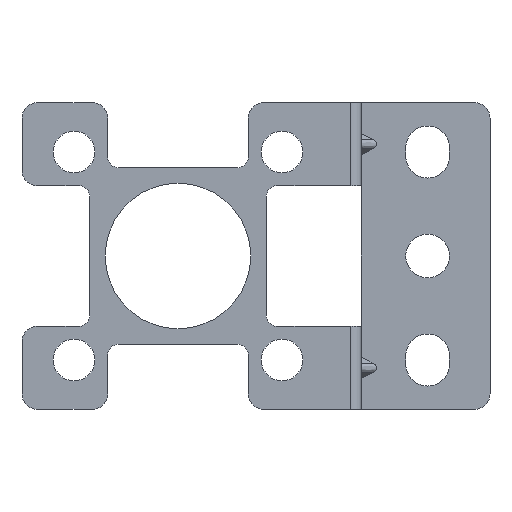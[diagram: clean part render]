
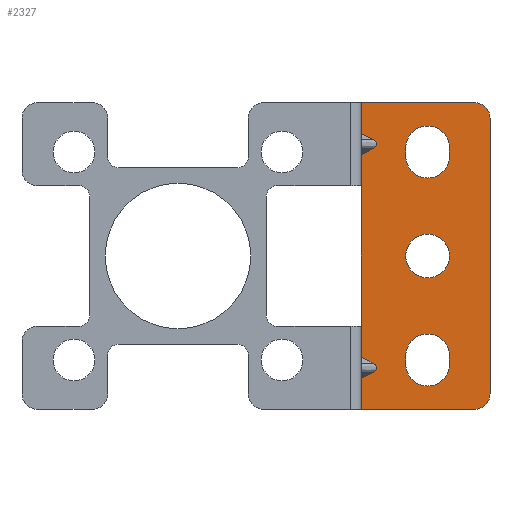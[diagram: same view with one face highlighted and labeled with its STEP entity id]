
A CAD part, left-side view. The second image highlights one B-rep face of the part: STEP entity #2327.
In plain terms, the highlighted planar face has unit normal (-1, 0, 0).
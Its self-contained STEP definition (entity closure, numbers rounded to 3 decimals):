
#34=DIRECTION('',(0.,-1.,0.));
#35=VECTOR('',#34,10.9);
#36=CARTESIAN_POINT('',(11.,0.,-14.75));
#37=LINE('',#36,#35);
#450=DIRECTION('',(0.,-1.,0.));
#451=VECTOR('',#450,10.9);
#452=CARTESIAN_POINT('',(11.,0.,14.75));
#453=LINE('',#452,#451);
#705=CARTESIAN_POINT('',(11.,-6.4,0.));
#706=DIRECTION('',(1.,0.,0.));
#707=DIRECTION('',(0.,0.,-1.));
#708=AXIS2_PLACEMENT_3D('',#705,#706,#707);
#710=CARTESIAN_POINT('',(11.,-6.4,0.));
#711=DIRECTION('',(1.,0.,0.));
#712=DIRECTION('',(0.,0.,1.));
#713=AXIS2_PLACEMENT_3D('',#710,#711,#712);
#715=CARTESIAN_POINT('',(11.,-6.4,10.4));
#716=DIRECTION('',(1.,0.,0.));
#717=DIRECTION('',(0.,1.,0.));
#718=AXIS2_PLACEMENT_3D('',#715,#716,#717);
#720=DIRECTION('',(0.,0.,1.));
#721=VECTOR('',#720,0.8);
#722=CARTESIAN_POINT('',(11.,-4.3,9.6));
#723=LINE('',#722,#721);
#724=CARTESIAN_POINT('',(11.,-6.4,9.6));
#725=DIRECTION('',(1.,0.,0.));
#726=DIRECTION('',(0.,-1.,0.));
#727=AXIS2_PLACEMENT_3D('',#724,#725,#726);
#729=DIRECTION('',(0.,0.,-1.));
#730=VECTOR('',#729,0.8);
#731=CARTESIAN_POINT('',(11.,-8.5,10.4));
#732=LINE('',#731,#730);
#733=DIRECTION('',(0.,0.,1.));
#734=VECTOR('',#733,0.8);
#735=CARTESIAN_POINT('',(11.,-4.3,-10.4));
#736=LINE('',#735,#734);
#737=CARTESIAN_POINT('',(11.,-6.4,-10.4));
#738=DIRECTION('',(1.,0.,0.));
#739=DIRECTION('',(0.,-1.,0.));
#740=AXIS2_PLACEMENT_3D('',#737,#738,#739);
#742=DIRECTION('',(0.,0.,-1.));
#743=VECTOR('',#742,0.8);
#744=CARTESIAN_POINT('',(11.,-8.5,-9.6));
#745=LINE('',#744,#743);
#746=CARTESIAN_POINT('',(11.,-6.4,-9.6));
#747=DIRECTION('',(1.,0.,0.));
#748=DIRECTION('',(0.,1.,0.));
#749=AXIS2_PLACEMENT_3D('',#746,#747,#748);
#751=DIRECTION('',(0.,-0.894,0.447));
#752=VECTOR('',#751,1.323);
#753=CARTESIAN_POINT('',(11.,0.,9.75));
#754=LINE('',#753,#752);
#755=DIRECTION('',(0.,0.894,0.447));
#756=VECTOR('',#755,1.323);
#757=CARTESIAN_POINT('',(11.,-1.184,11.158));
#758=LINE('',#757,#756);
#759=DIRECTION('',(0.,0.,1.));
#760=VECTOR('',#759,3.);
#761=CARTESIAN_POINT('',(11.,0.,11.75));
#762=LINE('',#761,#760);
#763=CARTESIAN_POINT('',(11.,-10.9,13.25));
#764=DIRECTION('',(-1.,0.,0.));
#765=DIRECTION('',(0.,-1.,0.));
#766=AXIS2_PLACEMENT_3D('',#763,#764,#765);
#768=CARTESIAN_POINT('',(11.,-10.9,-13.25));
#769=DIRECTION('',(-1.,0.,0.));
#770=DIRECTION('',(0.,0.,-1.));
#771=AXIS2_PLACEMENT_3D('',#768,#769,#770);
#773=DIRECTION('',(0.,0.,1.));
#774=VECTOR('',#773,3.);
#775=CARTESIAN_POINT('',(11.,0.,-14.75));
#776=LINE('',#775,#774);
#777=DIRECTION('',(0.,0.894,-0.447));
#778=VECTOR('',#777,1.323);
#779=CARTESIAN_POINT('',(11.,-1.184,-11.158));
#780=LINE('',#779,#778);
#781=DIRECTION('',(0.,-0.894,-0.447));
#782=VECTOR('',#781,1.323);
#783=CARTESIAN_POINT('',(11.,0.,-9.75));
#784=LINE('',#783,#782);
#785=DIRECTION('',(0.,0.,1.));
#786=VECTOR('',#785,3.);
#787=CARTESIAN_POINT('',(11.,0.,-9.75));
#788=LINE('',#787,#786);
#789=DIRECTION('',(0.,0.,-1.));
#790=VECTOR('',#789,13.5);
#791=CARTESIAN_POINT('',(11.,0.,6.75));
#792=LINE('',#791,#790);
#793=DIRECTION('',(0.,0.,1.));
#794=VECTOR('',#793,3.);
#795=CARTESIAN_POINT('',(11.,0.,6.75));
#796=LINE('',#795,#794);
#837=CARTESIAN_POINT('',(11.,-1.184,11.158));
#838=CARTESIAN_POINT('',(11.,-1.24,11.13));
#839=CARTESIAN_POINT('',(11.,-1.336,11.065));
#840=CARTESIAN_POINT('',(11.,-1.436,10.945));
#841=CARTESIAN_POINT('',(11.,-1.484,10.816));
#842=CARTESIAN_POINT('',(11.,-1.484,10.684));
#843=CARTESIAN_POINT('',(11.,-1.435,10.554));
#844=CARTESIAN_POINT('',(11.,-1.335,10.434));
#845=CARTESIAN_POINT('',(11.,-1.239,10.37));
#846=CARTESIAN_POINT('',(11.,-1.184,10.342));
#910=CARTESIAN_POINT('',(11.,-1.184,-10.342));
#911=CARTESIAN_POINT('',(11.,-1.24,-10.37));
#912=CARTESIAN_POINT('',(11.,-1.336,-10.435));
#913=CARTESIAN_POINT('',(11.,-1.436,-10.555));
#914=CARTESIAN_POINT('',(11.,-1.484,-10.683));
#915=CARTESIAN_POINT('',(11.,-1.485,-10.815));
#916=CARTESIAN_POINT('',(11.,-1.436,-10.945));
#917=CARTESIAN_POINT('',(11.,-1.335,-11.066));
#918=CARTESIAN_POINT('',(11.,-1.24,-11.13));
#919=CARTESIAN_POINT('',(11.,-1.184,-11.158));
#1069=DIRECTION('',(0.,0.,1.));
#1070=VECTOR('',#1069,26.5);
#1071=CARTESIAN_POINT('',(11.,-12.4,-13.25));
#1072=LINE('',#1071,#1070);
#1121=CARTESIAN_POINT('',(11.,0.,6.75));
#1122=CARTESIAN_POINT('',(11.,0.,-6.75));
#1123=VERTEX_POINT('',#1121);
#1124=VERTEX_POINT('',#1122);
#1169=CARTESIAN_POINT('',(11.,0.,-14.75));
#1170=VERTEX_POINT('',#1169);
#1171=CARTESIAN_POINT('',(11.,0.,14.75));
#1172=VERTEX_POINT('',#1171);
#1173=CARTESIAN_POINT('',(11.,-10.9,-14.75));
#1174=CARTESIAN_POINT('',(11.,-12.4,-13.25));
#1175=VERTEX_POINT('',#1173);
#1176=VERTEX_POINT('',#1174);
#1185=CARTESIAN_POINT('',(11.,-12.4,13.25));
#1186=VERTEX_POINT('',#1185);
#1187=CARTESIAN_POINT('',(11.,-10.9,14.75));
#1188=VERTEX_POINT('',#1187);
#1189=CARTESIAN_POINT('',(11.,-6.4,-2.1));
#1190=CARTESIAN_POINT('',(11.,-6.4,2.1));
#1191=VERTEX_POINT('',#1189);
#1192=VERTEX_POINT('',#1190);
#1193=CARTESIAN_POINT('',(11.,-4.3,10.4));
#1194=CARTESIAN_POINT('',(11.,-8.5,10.4));
#1195=VERTEX_POINT('',#1193);
#1196=VERTEX_POINT('',#1194);
#1197=CARTESIAN_POINT('',(11.,-8.5,9.6));
#1198=VERTEX_POINT('',#1197);
#1199=CARTESIAN_POINT('',(11.,-4.3,9.6));
#1200=VERTEX_POINT('',#1199);
#1201=CARTESIAN_POINT('',(11.,-4.3,-10.4));
#1202=CARTESIAN_POINT('',(11.,-4.3,-9.6));
#1203=VERTEX_POINT('',#1201);
#1204=VERTEX_POINT('',#1202);
#1205=CARTESIAN_POINT('',(11.,-8.5,-9.6));
#1206=VERTEX_POINT('',#1205);
#1207=CARTESIAN_POINT('',(11.,-8.5,-10.4));
#1208=VERTEX_POINT('',#1207);
#1409=CARTESIAN_POINT('',(11.,0.,-11.75));
#1410=VERTEX_POINT('',#1409);
#1411=CARTESIAN_POINT('',(11.,0.,-9.75));
#1412=VERTEX_POINT('',#1411);
#1425=CARTESIAN_POINT('',(11.,0.,9.75));
#1426=VERTEX_POINT('',#1425);
#1427=CARTESIAN_POINT('',(11.,0.,11.75));
#1428=VERTEX_POINT('',#1427);
#1430=CARTESIAN_POINT('',(11.,-1.184,-11.158));
#1432=VERTEX_POINT('',#1430);
#1434=CARTESIAN_POINT('',(11.,-1.184,-10.342));
#1436=VERTEX_POINT('',#1434);
#1437=CARTESIAN_POINT('',(11.,-1.184,11.158));
#1439=VERTEX_POINT('',#1437);
#1441=CARTESIAN_POINT('',(11.,-1.184,10.342));
#1443=VERTEX_POINT('',#1441);
#2265=CARTESIAN_POINT('',(11.,0.,-14.75));
#2266=DIRECTION('',(-1.,0.,0.));
#2267=DIRECTION('',(0.,-1.,0.));
#2268=AXIS2_PLACEMENT_3D('',#2265,#2266,#2267);
#2269=PLANE('',#2268);
#2271=ORIENTED_EDGE('',*,*,#2270,.T.);
#2273=ORIENTED_EDGE('',*,*,#2272,.F.);
#2275=ORIENTED_EDGE('',*,*,#2274,.T.);
#2277=ORIENTED_EDGE('',*,*,#2276,.T.);
#2278=ORIENTED_EDGE('',*,*,#1930,.T.);
#2280=ORIENTED_EDGE('',*,*,#2279,.F.);
#2282=ORIENTED_EDGE('',*,*,#2281,.F.);
#2284=ORIENTED_EDGE('',*,*,#2283,.F.);
#2285=ORIENTED_EDGE('',*,*,#1474,.F.);
#2287=ORIENTED_EDGE('',*,*,#2286,.T.);
#2289=ORIENTED_EDGE('',*,*,#2288,.F.);
#2291=ORIENTED_EDGE('',*,*,#2290,.F.);
#2293=ORIENTED_EDGE('',*,*,#2292,.F.);
#2295=ORIENTED_EDGE('',*,*,#2294,.T.);
#2297=ORIENTED_EDGE('',*,*,#2296,.F.);
#2299=ORIENTED_EDGE('',*,*,#2298,.T.);
#2300=EDGE_LOOP('',(#2271,#2273,#2275,#2277,#2278,#2280,#2282,#2284,#2285,#2287,
#2289,#2291,#2293,#2295,#2297,#2299));
#2301=FACE_OUTER_BOUND('',#2300,.F.);
#2303=ORIENTED_EDGE('',*,*,#2302,.F.);
#2305=ORIENTED_EDGE('',*,*,#2304,.F.);
#2307=ORIENTED_EDGE('',*,*,#2306,.F.);
#2309=ORIENTED_EDGE('',*,*,#2308,.F.);
#2310=EDGE_LOOP('',(#2303,#2305,#2307,#2309));
#2311=FACE_BOUND('',#2310,.F.);
#2313=ORIENTED_EDGE('',*,*,#2312,.F.);
#2315=ORIENTED_EDGE('',*,*,#2314,.F.);
#2317=ORIENTED_EDGE('',*,*,#2316,.F.);
#2319=ORIENTED_EDGE('',*,*,#2318,.F.);
#2320=EDGE_LOOP('',(#2313,#2315,#2317,#2319));
#2321=FACE_BOUND('',#2320,.F.);
#2322=ORIENTED_EDGE('',*,*,#2255,.F.);
#2324=ORIENTED_EDGE('',*,*,#2323,.F.);
#2325=EDGE_LOOP('',(#2322,#2324));
#2326=FACE_BOUND('',#2325,.F.);
#2327=ADVANCED_FACE('',(#2301,#2311,#2321,#2326),#2269,.T.);
#709=CIRCLE('',#708,2.1);
#714=CIRCLE('',#713,2.1);
#719=CIRCLE('',#718,2.1);
#728=CIRCLE('',#727,2.1);
#741=CIRCLE('',#740,2.1);
#750=CIRCLE('',#749,2.1);
#767=CIRCLE('',#766,1.5);
#772=CIRCLE('',#771,1.5);
#847=B_SPLINE_CURVE_WITH_KNOTS('',3,(#837,#838,#839,#840,#841,#842,#843,#844,
#845,#846),.UNSPECIFIED.,.F.,.F.,(4,1,1,1,1,1,1,4),(0.,0.143,
0.286,0.429,0.571,0.714,
0.857,1.),.UNSPECIFIED.);
#920=B_SPLINE_CURVE_WITH_KNOTS('',3,(#910,#911,#912,#913,#914,#915,#916,#917,
#918,#919),.UNSPECIFIED.,.F.,.F.,(4,1,1,1,1,1,1,4),(0.,0.143,
0.286,0.429,0.571,0.714,
0.857,1.),.UNSPECIFIED.);
#1474=EDGE_CURVE('',#1170,#1175,#37,.T.);
#1930=EDGE_CURVE('',#1172,#1188,#453,.T.);
#2255=EDGE_CURVE('',#1191,#1192,#709,.T.);
#2270=EDGE_CURVE('',#1426,#1443,#754,.T.);
#2272=EDGE_CURVE('',#1439,#1443,#847,.T.);
#2274=EDGE_CURVE('',#1439,#1428,#758,.T.);
#2276=EDGE_CURVE('',#1428,#1172,#762,.T.);
#2279=EDGE_CURVE('',#1186,#1188,#767,.T.);
#2281=EDGE_CURVE('',#1176,#1186,#1072,.T.);
#2283=EDGE_CURVE('',#1175,#1176,#772,.T.);
#2286=EDGE_CURVE('',#1170,#1410,#776,.T.);
#2288=EDGE_CURVE('',#1432,#1410,#780,.T.);
#2290=EDGE_CURVE('',#1436,#1432,#920,.T.);
#2292=EDGE_CURVE('',#1412,#1436,#784,.T.);
#2294=EDGE_CURVE('',#1412,#1124,#788,.T.);
#2296=EDGE_CURVE('',#1123,#1124,#792,.T.);
#2298=EDGE_CURVE('',#1123,#1426,#796,.T.);
#2302=EDGE_CURVE('',#1195,#1196,#719,.T.);
#2304=EDGE_CURVE('',#1200,#1195,#723,.T.);
#2306=EDGE_CURVE('',#1198,#1200,#728,.T.);
#2308=EDGE_CURVE('',#1196,#1198,#732,.T.);
#2312=EDGE_CURVE('',#1203,#1204,#736,.T.);
#2314=EDGE_CURVE('',#1208,#1203,#741,.T.);
#2316=EDGE_CURVE('',#1206,#1208,#745,.T.);
#2318=EDGE_CURVE('',#1204,#1206,#750,.T.);
#2323=EDGE_CURVE('',#1192,#1191,#714,.T.);
